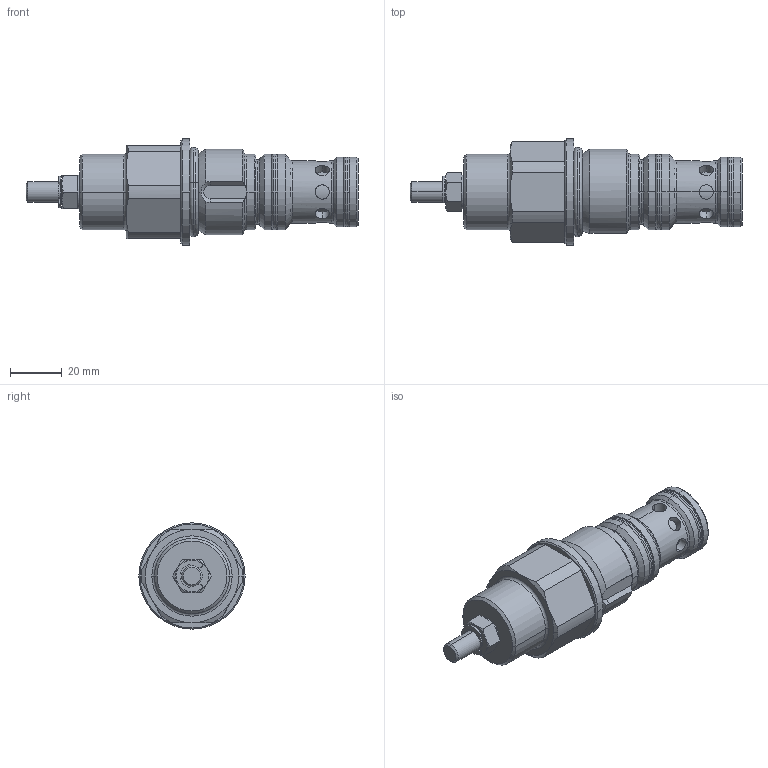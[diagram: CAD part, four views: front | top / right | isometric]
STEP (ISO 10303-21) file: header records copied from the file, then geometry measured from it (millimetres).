
FILE_DESCRIPTION (( 'STEP AP214' ), '1' );
FILE_NAME ('453.F4_Kunde.STEP', '2017-02-22T09:40:07', ( 'user' ), ( '' ), 'SwSTEP 2.0', 'SolidWorks 2016', '' );
FILE_SCHEMA (( 'AUTOMOTIVE_DESIGN' ));
Length unit declared in the file: millimetre
Products named in the file (1): 453.F4_Kunde
Bounding box: 128.17 x 41 x 41 mm (x, y, z)
Volume: 82297.3 mm3; surface area: 17101.1 mm2
Topology: 5 solids, 5 shells, 205 faces, 457 edges, 274 vertices
Faces by surface type: cylinder 86, plane 43, torus 40, cone 36
Entity records: 6840 total; most frequent: CARTESIAN_POINT 2097, DIRECTION 1027, ORIENTED_EDGE 914, EDGE_CURVE 457, AXIS2_PLACEMENT_3D 436, VERTEX_POINT 274, CIRCLE 230, EDGE_LOOP 223
